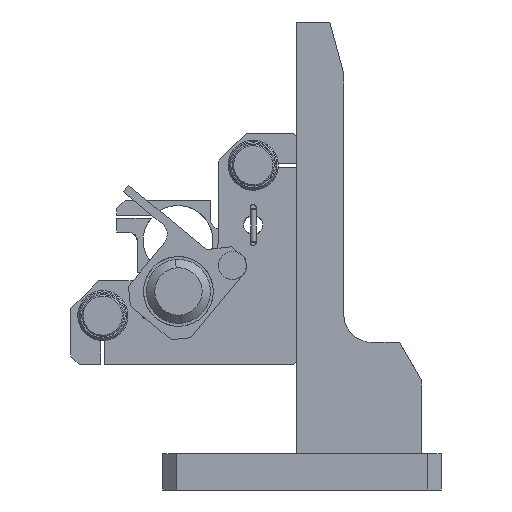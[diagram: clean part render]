
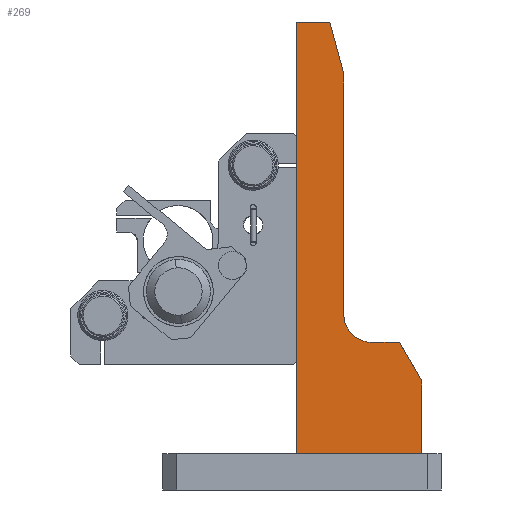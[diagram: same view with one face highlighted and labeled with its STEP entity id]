
A CAD part, front view. The second image highlights one B-rep face of the part: STEP entity #269.
In plain terms, the highlighted planar face has unit normal (0, -1, 0).
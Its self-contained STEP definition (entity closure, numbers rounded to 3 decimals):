
#269=ADVANCED_FACE('',(#770),#8015,.T.);
#770=FACE_OUTER_BOUND('',#1302,.T.);
#1302=EDGE_LOOP('',(#2317,#2318,#2319,#2320,#2321,#2322,#2323,#2324,#2325));
#2317=ORIENTED_EDGE('',*,*,#4543,.F.);
#2318=ORIENTED_EDGE('',*,*,#4574,.F.);
#2319=ORIENTED_EDGE('',*,*,#4536,.F.);
#2320=ORIENTED_EDGE('',*,*,#4580,.T.);
#2321=ORIENTED_EDGE('',*,*,#4558,.F.);
#2322=ORIENTED_EDGE('',*,*,#4581,.T.);
#2323=ORIENTED_EDGE('',*,*,#4522,.F.);
#2324=ORIENTED_EDGE('',*,*,#4529,.F.);
#2325=ORIENTED_EDGE('',*,*,#4539,.F.);
#4522=EDGE_CURVE('',#6998,#6999,#6466,.T.);
#4529=EDGE_CURVE('',#7002,#6998,#6472,.T.);
#4536=EDGE_CURVE('',#7004,#7005,#6478,.T.);
#4539=EDGE_CURVE('',#7006,#7002,#6481,.T.);
#4543=EDGE_CURVE('',#7008,#7006,#5718,.T.);
#4558=EDGE_CURVE('',#7018,#7019,#6494,.T.);
#4574=EDGE_CURVE('',#7005,#7008,#6508,.T.);
#4580=EDGE_CURVE('',#7004,#7019,#6510,.T.);
#4581=EDGE_CURVE('',#7018,#6999,#6511,.T.);
#5718=(
BOUNDED_CURVE()
B_SPLINE_CURVE(2,(#10448,#10449,#10450),.UNSPECIFIED.,.F.,.F.)
B_SPLINE_CURVE_WITH_KNOTS((3,3),(-15.708,0.),.UNSPECIFIED.)
CURVE()
GEOMETRIC_REPRESENTATION_ITEM()
RATIONAL_B_SPLINE_CURVE((1.,0.707,1.))
REPRESENTATION_ITEM('')
);
#6466=B_SPLINE_CURVE_WITH_KNOTS('',1,(#10404,#10405),.UNSPECIFIED.,.F.,
 .F.,(2,2),(-26.144,0.),.UNSPECIFIED.);
#6472=B_SPLINE_CURVE_WITH_KNOTS('',1,(#10419,#10420),.UNSPECIFIED.,.F.,
 .F.,(2,2),(-16.,0.),.UNSPECIFIED.);
#6478=B_SPLINE_CURVE_WITH_KNOTS('',1,(#10434,#10435),.UNSPECIFIED.,.F.,
 .F.,(2,2),(-19.319,0.),.UNSPECIFIED.);
#6481=B_SPLINE_CURVE_WITH_KNOTS('',1,(#10440,#10441),.UNSPECIFIED.,.F.,
 .F.,(2,2),(-10.,0.),.UNSPECIFIED.);
#6494=B_SPLINE_CURVE_WITH_KNOTS('',1,(#10486,#10487),.UNSPECIFIED.,.F.,
 .F.,(2,2),(-155.,0.),.UNSPECIFIED.);
#6508=B_SPLINE_CURVE_WITH_KNOTS('',1,(#10520,#10521),.UNSPECIFIED.,.F.,
 .F.,(2,2),(-86.34,0.),.UNSPECIFIED.);
#6510=B_SPLINE_CURVE_WITH_KNOTS('',1,(#10544,#10545),.UNSPECIFIED.,.F.,
 .F.,(2,2),(0.,12.),.UNSPECIFIED.);
#6511=B_SPLINE_CURVE_WITH_KNOTS('',1,(#10546,#10547),.UNSPECIFIED.,.F.,
 .F.,(2,2),(0.,45.),.UNSPECIFIED.);
#6998=VERTEX_POINT('',#10221);
#6999=VERTEX_POINT('',#10222);
#7002=VERTEX_POINT('',#10225);
#7004=VERTEX_POINT('',#10227);
#7005=VERTEX_POINT('',#10228);
#7006=VERTEX_POINT('',#10229);
#7008=VERTEX_POINT('',#10231);
#7018=VERTEX_POINT('',#10241);
#7019=VERTEX_POINT('',#10242);
#8015=PLANE('',#8248);
#8248=AXIS2_PLACEMENT_3D('',#10172,#8464,$);
#8464=DIRECTION('',(0.,-1.,0.));
#10172=CARTESIAN_POINT('',(50.295,10.412,-2.243));
#10221=CARTESIAN_POINT('',(45.675,10.412,39.521));
#10222=CARTESIAN_POINT('',(45.675,10.412,13.377));
#10225=CARTESIAN_POINT('',(37.675,10.412,53.377));
#10227=CARTESIAN_POINT('',(12.675,10.412,168.377));
#10228=CARTESIAN_POINT('',(17.675,10.412,149.717));
#10229=CARTESIAN_POINT('',(27.675,10.412,53.377));
#10231=CARTESIAN_POINT('',(17.675,10.412,63.377));
#10241=CARTESIAN_POINT('',(0.675,10.412,13.377));
#10242=CARTESIAN_POINT('',(0.675,10.412,168.377));
#10404=CARTESIAN_POINT('',(45.675,10.412,39.521));
#10405=CARTESIAN_POINT('',(45.675,10.412,13.377));
#10419=CARTESIAN_POINT('',(37.675,10.412,53.377));
#10420=CARTESIAN_POINT('',(45.675,10.412,39.521));
#10434=CARTESIAN_POINT('',(12.675,10.412,168.377));
#10435=CARTESIAN_POINT('',(17.675,10.412,149.717));
#10440=CARTESIAN_POINT('',(27.675,10.412,53.377));
#10441=CARTESIAN_POINT('',(37.675,10.412,53.377));
#10448=CARTESIAN_POINT('',(17.675,10.412,63.377));
#10449=CARTESIAN_POINT('',(17.675,10.412,53.377));
#10450=CARTESIAN_POINT('',(27.675,10.412,53.377));
#10486=CARTESIAN_POINT('',(0.675,10.412,13.377));
#10487=CARTESIAN_POINT('',(0.675,10.412,168.377));
#10520=CARTESIAN_POINT('',(17.675,10.412,149.717));
#10521=CARTESIAN_POINT('',(17.675,10.412,63.377));
#10544=CARTESIAN_POINT('',(12.675,10.412,168.377));
#10545=CARTESIAN_POINT('',(0.675,10.412,168.377));
#10546=CARTESIAN_POINT('',(0.675,10.412,13.377));
#10547=CARTESIAN_POINT('',(45.675,10.412,13.377));
